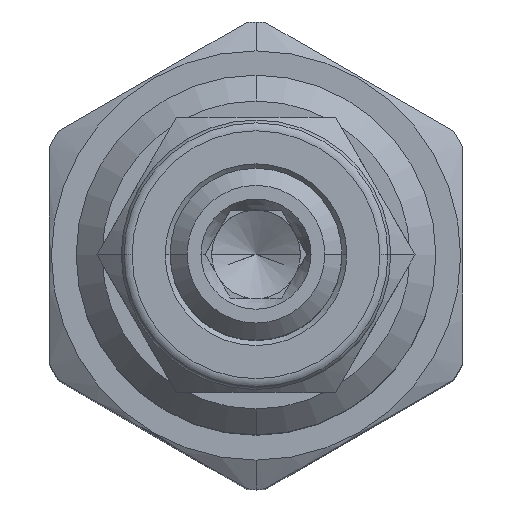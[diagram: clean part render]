
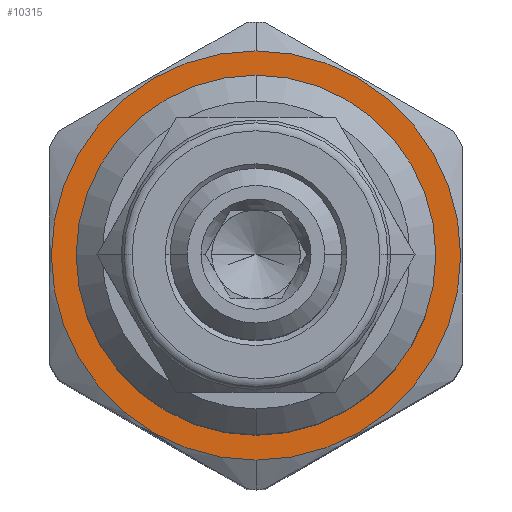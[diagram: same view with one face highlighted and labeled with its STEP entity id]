
A CAD part, top view. The second image highlights one B-rep face of the part: STEP entity #10315.
In plain terms, the highlighted planar face has unit normal (0, 0, 1).
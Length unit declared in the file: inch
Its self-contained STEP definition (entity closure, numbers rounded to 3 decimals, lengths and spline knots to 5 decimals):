
#5745=CARTESIAN_POINT('',(0.,0.,2.947));
#5746=DIRECTION('',(0.,0.,-1.));
#5747=DIRECTION('',(0.,-1.,0.));
#5748=AXIS2_PLACEMENT_3D('',#5745,#5746,#5747);
#5750=CARTESIAN_POINT('',(0.,0.,2.947));
#5751=DIRECTION('',(0.,0.,-1.));
#5752=DIRECTION('',(0.,1.,0.));
#5753=AXIS2_PLACEMENT_3D('',#5750,#5751,#5752);
#5755=CARTESIAN_POINT('',(0.,0.,2.947));
#5756=DIRECTION('',(0.,0.,1.));
#5757=DIRECTION('',(0.,-1.,0.));
#5758=AXIS2_PLACEMENT_3D('',#5755,#5756,#5757);
#5760=CARTESIAN_POINT('',(0.,0.,2.947));
#5761=DIRECTION('',(0.,0.,1.));
#5762=DIRECTION('',(0.,1.,0.));
#5763=AXIS2_PLACEMENT_3D('',#5760,#5761,#5762);
#8646=CARTESIAN_POINT('',(0.,-0.3265,2.947));
#8647=VERTEX_POINT('',#8646);
#8648=CARTESIAN_POINT('',(0.,0.3265,2.947));
#8649=VERTEX_POINT('',#8648);
#8650=CARTESIAN_POINT('',(0.,-0.3715,2.947));
#8651=CARTESIAN_POINT('',(0.,0.3715,2.947));
#8652=VERTEX_POINT('',#8650);
#8653=VERTEX_POINT('',#8651);
#10300=CARTESIAN_POINT('',(0.,0.,2.947));
#10301=DIRECTION('',(0.,0.,1.));
#10302=DIRECTION('',(0.,-1.,0.));
#10303=AXIS2_PLACEMENT_3D('',#10300,#10301,#10302);
#10304=PLANE('',#10303);
#10305=ORIENTED_EDGE('',*,*,#10090,.T.);
#10306=ORIENTED_EDGE('',*,*,#10156,.T.);
#10307=EDGE_LOOP('',(#10305,#10306));
#10308=FACE_OUTER_BOUND('',#10307,.F.);
#10310=ORIENTED_EDGE('',*,*,#10309,.T.);
#10312=ORIENTED_EDGE('',*,*,#10311,.T.);
#10313=EDGE_LOOP('',(#10310,#10312));
#10314=FACE_BOUND('',#10313,.F.);
#10315=ADVANCED_FACE('',(#10308,#10314),#10304,.T.);
#5749=CIRCLE('',#5748,0.3715);
#5754=CIRCLE('',#5753,0.3715);
#5759=CIRCLE('',#5758,0.3265);
#5764=CIRCLE('',#5763,0.3265);
#10090=EDGE_CURVE('',#8652,#8653,#5749,.T.);
#10156=EDGE_CURVE('',#8653,#8652,#5754,.T.);
#10309=EDGE_CURVE('',#8647,#8649,#5759,.T.);
#10311=EDGE_CURVE('',#8649,#8647,#5764,.T.);
